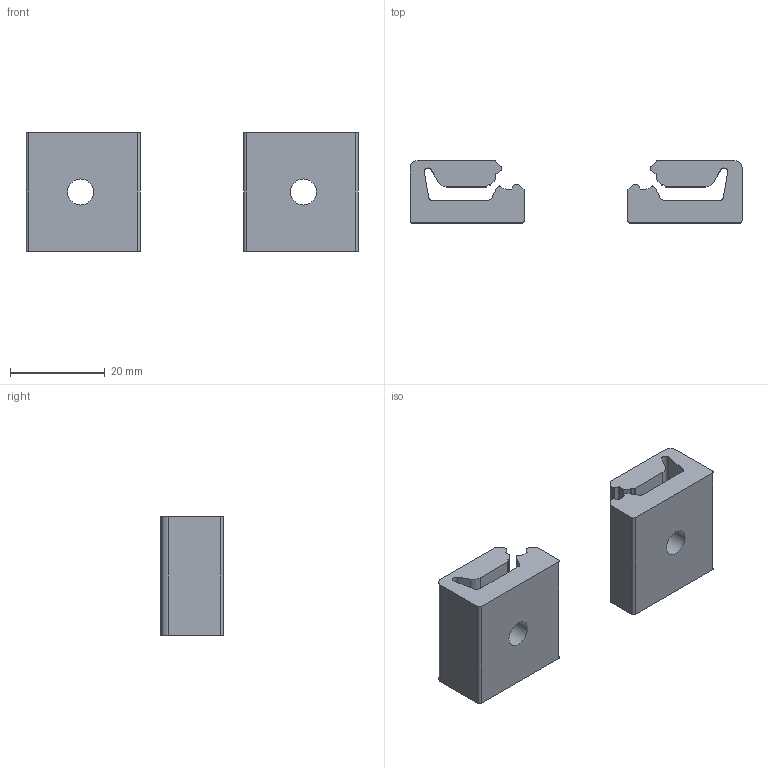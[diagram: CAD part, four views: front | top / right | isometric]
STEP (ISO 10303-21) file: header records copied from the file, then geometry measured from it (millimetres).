
FILE_DESCRIPTION(/* description */ ('STEP AP214'),/* implementation_level */ '2;1');
FILE_NAME(/* name */ '150736_MUP-18_25',/* time_stamp */ '2024-09-10T20:01:02+02:00',/* author */ ('License CC BY-ND 4.0'),/* organization */ ('CADENAS'),/* preprocessor_version */ 'ST-DEVELOPER v19.3',/* originating_system */ 'PARTsolutions',/* authorisation */ ' ');
FILE_SCHEMA (('AUTOMOTIVE_DESIGN {1 0 10303 214 3 1 1}'));
Length unit declared in the file: millimetre
Products named in the file (2): 150736 MUP-18/25---(0_47); 150736 MUP-18/25---(p_0)
Assembly tree (2 placements, depth 2):
  150736 MUP-18/25---(0_47)
    150736 MUP-18/25---(p_0)  x2
Bounding box: 70 x 13.1 x 25 mm (x, y, z)
Volume: 11014.2 mm3; surface area: 6834.6 mm2
Topology: 2 solids, 2 shells, 108 faces, 310 edges, 208 vertices
Faces by surface type: cylinder 56, plane 52
Full cylindrical faces by diameter (mm): 5.5 x4, 10 x2
Entity records: 1823 total; most frequent: DIRECTION 320, CARTESIAN_POINT 309, ORIENTED_EDGE 300, EDGE_CURVE 150, AXIS2_PLACEMENT_3D 113, VERTEX_POINT 102, LINE 94, VECTOR 94
